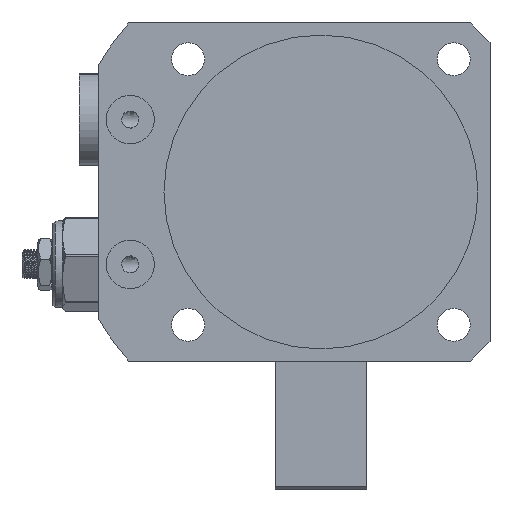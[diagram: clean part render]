
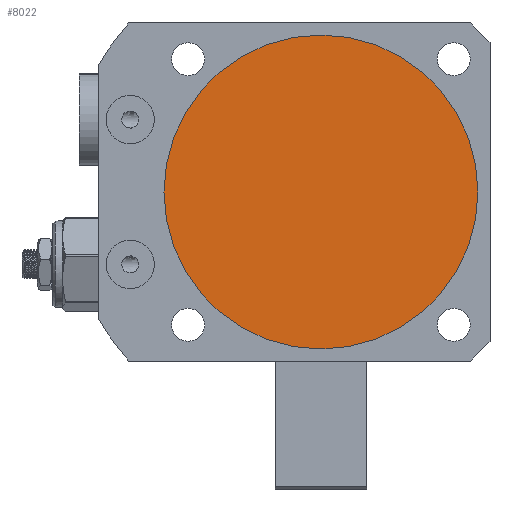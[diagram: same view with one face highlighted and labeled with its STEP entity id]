
A CAD part, front view. The second image highlights one B-rep face of the part: STEP entity #8022.
In plain terms, the highlighted planar face has unit normal (0, -1, 0).
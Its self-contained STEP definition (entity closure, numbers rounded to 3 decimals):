
#544 = AXIS2_PLACEMENT_3D ( 'NONE', #4568, #13512, #5868 ) ;
#1879 = EDGE_CURVE ( 'NONE', #10722, #3052, #15947, .T. ) ;
#3052 = VERTEX_POINT ( 'NONE', #16337 ) ;
#4568 = CARTESIAN_POINT ( 'NONE',  ( 27., 0., 0. ) ) ;
#5868 = DIRECTION ( 'NONE',  ( 0., 0., -1. ) ) ;
#6685 = CARTESIAN_POINT ( 'NONE',  ( 0., 0., 0. ) ) ;
#6889 = AXIS2_PLACEMENT_3D ( 'NONE', #6685, #15642, #7982 ) ;
#7982 = DIRECTION ( 'NONE',  ( 0., 0., -1. ) ) ;
#8022 = ADVANCED_FACE ( 'NONE', ( #9004 ), #12176, .T. ) ;
#8943 = ORIENTED_EDGE ( 'NONE', *, *, #1879, .F. ) ;
#9004 = FACE_OUTER_BOUND ( 'NONE', #16314, .T. ) ;
#10235 = CARTESIAN_POINT ( 'NONE',  ( 0., 0., -32.5 ) ) ;
#10722 = VERTEX_POINT ( 'NONE', #10235 ) ;
#11991 = CIRCLE ( 'NONE', #6889, 32.5 ) ;
#12176 = PLANE ( 'NONE',  #544 ) ;
#13477 = DIRECTION ( 'NONE',  ( 0., 0., -1. ) ) ;
#13512 = DIRECTION ( 'NONE',  ( 0., -1., 0. ) ) ;
#13539 = DIRECTION ( 'NONE',  ( 0., 1., 0. ) ) ;
#13645 = CARTESIAN_POINT ( 'NONE',  ( 0., 0., 0. ) ) ;
#14332 = EDGE_CURVE ( 'NONE', #3052, #10722, #11991, .T. ) ;
#15642 = DIRECTION ( 'NONE',  ( 0., 1., 0. ) ) ;
#15852 = ORIENTED_EDGE ( 'NONE', *, *, #14332, .F. ) ;
#15947 = CIRCLE ( 'NONE', #16430, 32.5 ) ;
#16314 = EDGE_LOOP ( 'NONE', ( #8943, #15852 ) ) ;
#16337 = CARTESIAN_POINT ( 'NONE',  ( 0., 0., 32.5 ) ) ;
#16430 = AXIS2_PLACEMENT_3D ( 'NONE', #13645, #13539, #13477 ) ;
